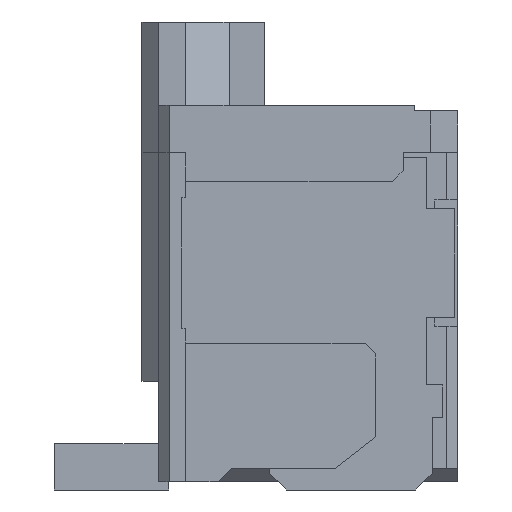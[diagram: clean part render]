
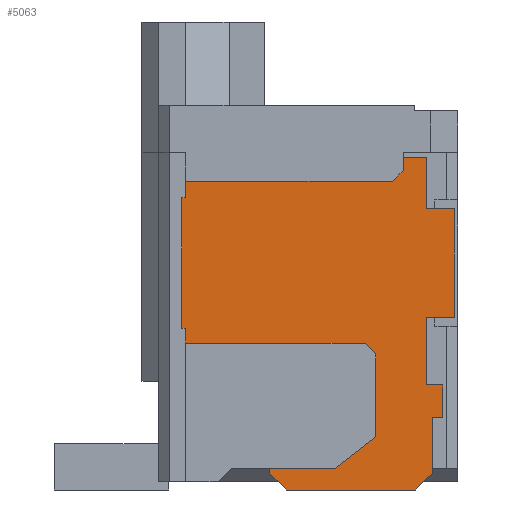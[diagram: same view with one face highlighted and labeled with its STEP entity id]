
A CAD part, left-side view. The second image highlights one B-rep face of the part: STEP entity #5063.
In plain terms, the highlighted planar face has unit normal (-1, 0, 0).
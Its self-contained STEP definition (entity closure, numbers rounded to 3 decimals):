
#257=DIRECTION('',(0.,-1.,0.));
#258=VECTOR('',#257,1.2);
#259=CARTESIAN_POINT('',(-8.415,0.55,-3.975));
#260=LINE('',#259,#258);
#473=DIRECTION('',(0.,1.,0.));
#474=VECTOR('',#473,0.43);
#475=CARTESIAN_POINT('',(-8.415,-2.33,1.735));
#476=LINE('',#475,#474);
#477=DIRECTION('',(0.,0.,1.));
#478=VECTOR('',#477,0.94);
#479=CARTESIAN_POINT('',(-8.415,-2.33,0.795));
#480=LINE('',#479,#478);
#481=DIRECTION('',(0.,1.,0.));
#482=VECTOR('',#481,0.51);
#483=CARTESIAN_POINT('',(-8.415,-2.84,0.795));
#484=LINE('',#483,#482);
#485=DIRECTION('',(0.,0.,1.));
#486=VECTOR('',#485,2.);
#487=CARTESIAN_POINT('',(-8.415,-2.84,-1.205));
#488=LINE('',#487,#486);
#489=DIRECTION('',(0.,-1.,0.));
#490=VECTOR('',#489,0.51);
#491=CARTESIAN_POINT('',(-8.415,-2.33,-1.205));
#492=LINE('',#491,#490);
#493=DIRECTION('',(0.,0.,1.));
#494=VECTOR('',#493,1.24);
#495=CARTESIAN_POINT('',(-8.415,-2.33,-2.445));
#496=LINE('',#495,#494);
#497=DIRECTION('',(0.,1.,0.));
#498=VECTOR('',#497,0.3);
#499=CARTESIAN_POINT('',(-8.415,-2.63,-2.445));
#500=LINE('',#499,#498);
#501=DIRECTION('',(0.,0.,1.));
#502=VECTOR('',#501,0.6);
#503=CARTESIAN_POINT('',(-8.415,-2.63,-3.045));
#504=LINE('',#503,#502);
#505=DIRECTION('',(0.,-1.,0.));
#506=VECTOR('',#505,0.2);
#507=CARTESIAN_POINT('',(-8.415,-2.43,-3.045));
#508=LINE('',#507,#506);
#509=DIRECTION('',(0.,0.,1.));
#510=VECTOR('',#509,1.03);
#511=CARTESIAN_POINT('',(-8.415,-2.43,-4.075));
#512=LINE('',#511,#510);
#513=DIRECTION('',(0.,-0.707,0.707));
#514=VECTOR('',#513,0.424);
#515=CARTESIAN_POINT('',(-8.415,-2.13,-4.375));
#516=LINE('',#515,#514);
#517=DIRECTION('',(0.,-1.,0.));
#518=VECTOR('',#517,2.38);
#519=CARTESIAN_POINT('',(-8.415,0.25,-4.375));
#520=LINE('',#519,#518);
#521=DIRECTION('',(0.,-0.707,-0.707));
#522=VECTOR('',#521,0.424);
#523=CARTESIAN_POINT('',(-8.415,0.55,-4.075));
#524=LINE('',#523,#522);
#525=DIRECTION('',(0.,0.,-1.));
#526=VECTOR('',#525,0.1);
#527=CARTESIAN_POINT('',(-8.415,0.55,-3.975));
#528=LINE('',#527,#526);
#529=DIRECTION('',(0.,0.,-1.));
#530=VECTOR('',#529,0.27);
#531=CARTESIAN_POINT('',(-8.415,2.1,-1.405));
#532=LINE('',#531,#530);
#533=DIRECTION('',(0.,-1.,0.));
#534=VECTOR('',#533,0.07);
#535=CARTESIAN_POINT('',(-8.415,2.17,-1.405));
#536=LINE('',#535,#534);
#537=DIRECTION('',(0.,0.,-1.));
#538=VECTOR('',#537,2.4);
#539=CARTESIAN_POINT('',(-8.415,2.17,0.995));
#540=LINE('',#539,#538);
#541=DIRECTION('',(0.,1.,0.));
#542=VECTOR('',#541,0.07);
#543=CARTESIAN_POINT('',(-8.415,2.1,0.995));
#544=LINE('',#543,#542);
#545=DIRECTION('',(0.,0.,-1.));
#546=VECTOR('',#545,0.3);
#547=CARTESIAN_POINT('',(-8.415,2.1,1.295));
#548=LINE('',#547,#546);
#549=DIRECTION('',(0.,0.,-1.));
#550=VECTOR('',#549,0.24);
#551=CARTESIAN_POINT('',(-8.415,-1.9,1.735));
#552=LINE('',#551,#550);
#565=DIRECTION('',(0.,0.707,-0.707));
#566=VECTOR('',#565,0.283);
#567=CARTESIAN_POINT('',(-8.415,-1.9,1.495));
#568=LINE('',#567,#566);
#581=DIRECTION('',(0.,1.,0.));
#582=VECTOR('',#581,3.8);
#583=CARTESIAN_POINT('',(-8.415,-1.7,1.295));
#584=LINE('',#583,#582);
#621=DIRECTION('',(0.,-1.,0.));
#622=VECTOR('',#621,3.3);
#623=CARTESIAN_POINT('',(-8.415,2.1,-1.675));
#624=LINE('',#623,#622);
#637=DIRECTION('',(0.,-0.707,-0.707));
#638=VECTOR('',#637,0.283);
#639=CARTESIAN_POINT('',(-8.415,-1.2,-1.675));
#640=LINE('',#639,#638);
#653=DIRECTION('',(0.,0.,-1.));
#654=VECTOR('',#653,1.525);
#655=CARTESIAN_POINT('',(-8.415,-1.4,-1.875));
#656=LINE('',#655,#654);
#669=DIRECTION('',(0.,0.794,-0.608));
#670=VECTOR('',#669,0.945);
#671=CARTESIAN_POINT('',(-8.415,-1.4,-3.4));
#672=LINE('',#671,#670);
#3847=CARTESIAN_POINT('',(-8.415,2.1,0.995));
#3848=CARTESIAN_POINT('',(-8.415,2.17,0.995));
#3849=VERTEX_POINT('',#3847);
#3850=VERTEX_POINT('',#3848);
#3851=CARTESIAN_POINT('',(-8.415,2.17,-1.405));
#3852=VERTEX_POINT('',#3851);
#3853=CARTESIAN_POINT('',(-8.415,2.1,-1.405));
#3854=VERTEX_POINT('',#3853);
#3855=CARTESIAN_POINT('',(-8.415,0.25,-4.375));
#3856=CARTESIAN_POINT('',(-8.415,-2.13,-4.375));
#3857=VERTEX_POINT('',#3855);
#3858=VERTEX_POINT('',#3856);
#3859=CARTESIAN_POINT('',(-8.415,-2.43,-4.075));
#3860=CARTESIAN_POINT('',(-8.415,-2.43,-3.045));
#3861=VERTEX_POINT('',#3859);
#3862=VERTEX_POINT('',#3860);
#3863=CARTESIAN_POINT('',(-8.415,-2.63,-3.045));
#3864=VERTEX_POINT('',#3863);
#3865=CARTESIAN_POINT('',(-8.415,-2.63,-2.445));
#3866=VERTEX_POINT('',#3865);
#3867=CARTESIAN_POINT('',(-8.415,-2.33,-2.445));
#3868=VERTEX_POINT('',#3867);
#3869=CARTESIAN_POINT('',(-8.415,-2.33,-1.205));
#3870=VERTEX_POINT('',#3869);
#3871=CARTESIAN_POINT('',(-8.415,-2.84,-1.205));
#3872=VERTEX_POINT('',#3871);
#3873=CARTESIAN_POINT('',(-8.415,-2.84,0.795));
#3874=VERTEX_POINT('',#3873);
#3875=CARTESIAN_POINT('',(-8.415,-2.33,0.795));
#3876=VERTEX_POINT('',#3875);
#3877=CARTESIAN_POINT('',(-8.415,-2.33,1.735));
#3878=VERTEX_POINT('',#3877);
#3879=CARTESIAN_POINT('',(-8.415,-1.9,1.735));
#3880=CARTESIAN_POINT('',(-8.415,-1.9,1.495));
#3881=VERTEX_POINT('',#3879);
#3882=VERTEX_POINT('',#3880);
#3883=CARTESIAN_POINT('',(-8.415,-1.7,1.295));
#3884=VERTEX_POINT('',#3883);
#3885=CARTESIAN_POINT('',(-8.415,2.1,1.295));
#3886=VERTEX_POINT('',#3885);
#3887=CARTESIAN_POINT('',(-8.415,-1.4,-1.875));
#3888=CARTESIAN_POINT('',(-8.415,-1.4,-3.4));
#3889=VERTEX_POINT('',#3887);
#3890=VERTEX_POINT('',#3888);
#3891=CARTESIAN_POINT('',(-8.415,-0.65,-3.975));
#3892=VERTEX_POINT('',#3891);
#3919=CARTESIAN_POINT('',(-8.415,2.1,-1.675));
#3920=CARTESIAN_POINT('',(-8.415,-1.2,-1.675));
#3921=VERTEX_POINT('',#3919);
#3922=VERTEX_POINT('',#3920);
#3927=CARTESIAN_POINT('',(-8.415,0.55,-3.975));
#3928=VERTEX_POINT('',#3927);
#4183=CARTESIAN_POINT('',(-8.415,0.55,-4.075));
#4184=VERTEX_POINT('',#4183);
#5006=CARTESIAN_POINT('',(-8.415,0.,-4.225));
#5007=DIRECTION('',(-1.,0.,0.));
#5008=DIRECTION('',(0.,0.,-1.));
#5009=AXIS2_PLACEMENT_3D('',#5006,#5007,#5008);
#5010=PLANE('',#5009);
#5012=ORIENTED_EDGE('',*,*,#5011,.F.);
#5014=ORIENTED_EDGE('',*,*,#5013,.F.);
#5016=ORIENTED_EDGE('',*,*,#5015,.F.);
#5017=ORIENTED_EDGE('',*,*,#4987,.F.);
#5018=ORIENTED_EDGE('',*,*,#4971,.F.);
#5019=ORIENTED_EDGE('',*,*,#4956,.F.);
#5021=ORIENTED_EDGE('',*,*,#5020,.F.);
#5023=ORIENTED_EDGE('',*,*,#5022,.F.);
#5025=ORIENTED_EDGE('',*,*,#5024,.F.);
#5027=ORIENTED_EDGE('',*,*,#5026,.F.);
#5029=ORIENTED_EDGE('',*,*,#5028,.F.);
#5031=ORIENTED_EDGE('',*,*,#5030,.F.);
#5033=ORIENTED_EDGE('',*,*,#5032,.F.);
#5035=ORIENTED_EDGE('',*,*,#5034,.F.);
#5037=ORIENTED_EDGE('',*,*,#5036,.F.);
#5038=ORIENTED_EDGE('',*,*,#4790,.T.);
#5040=ORIENTED_EDGE('',*,*,#5039,.F.);
#5042=ORIENTED_EDGE('',*,*,#5041,.F.);
#5044=ORIENTED_EDGE('',*,*,#5043,.F.);
#5046=ORIENTED_EDGE('',*,*,#5045,.F.);
#5048=ORIENTED_EDGE('',*,*,#5047,.F.);
#5050=ORIENTED_EDGE('',*,*,#5049,.F.);
#5052=ORIENTED_EDGE('',*,*,#5051,.F.);
#5054=ORIENTED_EDGE('',*,*,#5053,.F.);
#5056=ORIENTED_EDGE('',*,*,#5055,.F.);
#5058=ORIENTED_EDGE('',*,*,#5057,.F.);
#5060=ORIENTED_EDGE('',*,*,#5059,.F.);
#5061=EDGE_LOOP('',(#5012,#5014,#5016,#5017,#5018,#5019,#5021,#5023,#5025,#5027,
#5029,#5031,#5033,#5035,#5037,#5038,#5040,#5042,#5044,#5046,#5048,#5050,#5052,
#5054,#5056,#5058,#5060));
#5062=FACE_OUTER_BOUND('',#5061,.F.);
#5063=ADVANCED_FACE('',(#5062),#5010,.T.);
#4790=EDGE_CURVE('',#3928,#3892,#260,.T.);
#4956=EDGE_CURVE('',#3870,#3872,#492,.T.);
#4971=EDGE_CURVE('',#3872,#3874,#488,.T.);
#4987=EDGE_CURVE('',#3874,#3876,#484,.T.);
#5011=EDGE_CURVE('',#3881,#3882,#552,.T.);
#5013=EDGE_CURVE('',#3878,#3881,#476,.T.);
#5015=EDGE_CURVE('',#3876,#3878,#480,.T.);
#5020=EDGE_CURVE('',#3868,#3870,#496,.T.);
#5022=EDGE_CURVE('',#3866,#3868,#500,.T.);
#5024=EDGE_CURVE('',#3864,#3866,#504,.T.);
#5026=EDGE_CURVE('',#3862,#3864,#508,.T.);
#5028=EDGE_CURVE('',#3861,#3862,#512,.T.);
#5030=EDGE_CURVE('',#3858,#3861,#516,.T.);
#5032=EDGE_CURVE('',#3857,#3858,#520,.T.);
#5034=EDGE_CURVE('',#4184,#3857,#524,.T.);
#5036=EDGE_CURVE('',#3928,#4184,#528,.T.);
#5039=EDGE_CURVE('',#3890,#3892,#672,.T.);
#5041=EDGE_CURVE('',#3889,#3890,#656,.T.);
#5043=EDGE_CURVE('',#3922,#3889,#640,.T.);
#5045=EDGE_CURVE('',#3921,#3922,#624,.T.);
#5047=EDGE_CURVE('',#3854,#3921,#532,.T.);
#5049=EDGE_CURVE('',#3852,#3854,#536,.T.);
#5051=EDGE_CURVE('',#3850,#3852,#540,.T.);
#5053=EDGE_CURVE('',#3849,#3850,#544,.T.);
#5055=EDGE_CURVE('',#3886,#3849,#548,.T.);
#5057=EDGE_CURVE('',#3884,#3886,#584,.T.);
#5059=EDGE_CURVE('',#3882,#3884,#568,.T.);
